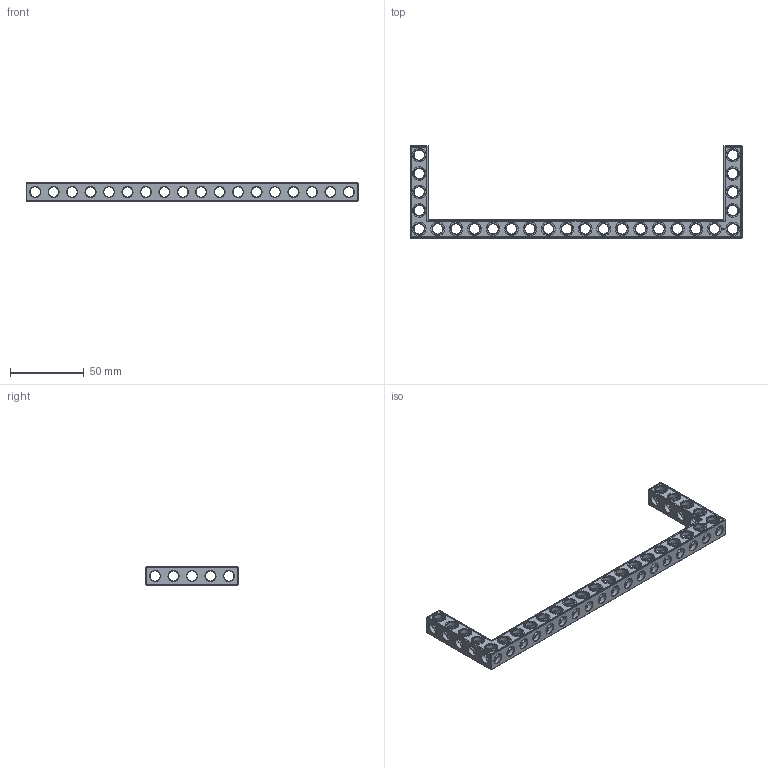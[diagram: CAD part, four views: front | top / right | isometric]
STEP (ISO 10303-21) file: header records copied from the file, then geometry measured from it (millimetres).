
FILE_DESCRIPTION(('FreeCAD Model'),'2;1');
FILE_NAME('Open CASCADE Shape Model','2022-03-06T18:39:49',('Author'),( ''),'Open CASCADE STEP processor 7.5','FreeCAD','Unknown');
FILE_SCHEMA(('AUTOMOTIVE_DESIGN { 1 0 10303 214 1 1 1 1 }'));
Products named in the file (1): Beam AGD ESS USH SYM BU18x05x01 - SPN-BEM-0597 (stemfie.org)
Bounding box: 225 x 62.5 x 12.5 mm (x, y, z)
Volume: 25393.2 mm3; surface area: 22751.9 mm2
Topology: 1 solids, 1 shells, 819 faces, 2467 edges, 1605 vertices
Faces by surface type: plane 398, extrusion 158, cylinder 157, cone 106
Full cylindrical faces by diameter (mm): 6.98 x12, 7 x119, 9.2 x26
Entity records: 106876 total; most frequent: CARTESIAN_POINT 60443, DIRECTION 7637, ORIENTED_EDGE 4934, PCURVE 4934, DEFINITIONAL_REPRESENTATION 4934, VECTOR 4883, LINE 4725, EDGE_CURVE 2467
